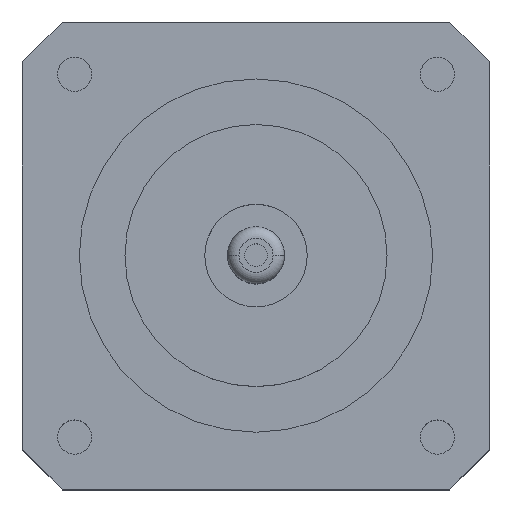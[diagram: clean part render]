
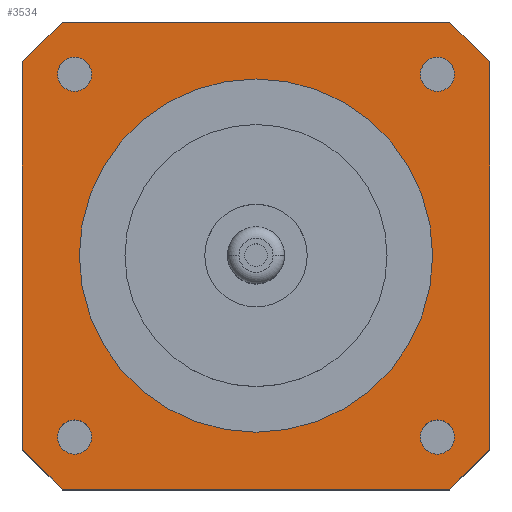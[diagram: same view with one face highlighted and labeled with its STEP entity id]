
A CAD part, top view. The second image highlights one B-rep face of the part: STEP entity #3534.
In plain terms, the highlighted planar face has unit normal (0, 0, 1).
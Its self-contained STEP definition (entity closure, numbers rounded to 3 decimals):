
#3154=CARTESIAN_POINT('Vertex',(-17.422,15.922,5.)) ;
#3157=CARTESIAN_POINT('Axis2P3D Location',(-15.922,15.922,5.)) ;
#3161=CARTESIAN_POINT('Vertex',(-14.422,15.922,5.)) ;
#3176=CARTESIAN_POINT('Axis2P3D Location',(-15.922,15.922,5.)) ;
#3197=CARTESIAN_POINT('Vertex',(17.422,15.922,5.)) ;
#3200=CARTESIAN_POINT('Axis2P3D Location',(15.922,15.922,5.)) ;
#3204=CARTESIAN_POINT('Vertex',(14.422,15.922,5.)) ;
#3219=CARTESIAN_POINT('Axis2P3D Location',(15.922,15.922,5.)) ;
#3240=CARTESIAN_POINT('Vertex',(17.422,-15.922,5.)) ;
#3243=CARTESIAN_POINT('Axis2P3D Location',(15.922,-15.922,5.)) ;
#3247=CARTESIAN_POINT('Vertex',(14.422,-15.922,5.)) ;
#3262=CARTESIAN_POINT('Axis2P3D Location',(15.922,-15.922,5.)) ;
#3283=CARTESIAN_POINT('Vertex',(-17.422,-15.922,5.)) ;
#3286=CARTESIAN_POINT('Axis2P3D Location',(-15.922,-15.922,5.)) ;
#3290=CARTESIAN_POINT('Vertex',(-14.422,-15.922,5.)) ;
#3305=CARTESIAN_POINT('Axis2P3D Location',(-15.922,-15.922,5.)) ;
#3321=CARTESIAN_POINT('Vertex',(-17.,20.5,5.)) ;
#3324=CARTESIAN_POINT('Line Origine',(0.,20.5,5.)) ;
#3328=CARTESIAN_POINT('Vertex',(17.,20.5,5.)) ;
#3351=CARTESIAN_POINT('Vertex',(20.5,17.,5.)) ;
#3354=CARTESIAN_POINT('Line Origine',(18.75,18.75,5.)) ;
#3366=CARTESIAN_POINT('Line Origine',(20.5,0.,5.)) ;
#3370=CARTESIAN_POINT('Vertex',(20.5,-17.,5.)) ;
#3393=CARTESIAN_POINT('Vertex',(17.,-20.5,5.)) ;
#3396=CARTESIAN_POINT('Line Origine',(18.75,-18.75,5.)) ;
#3408=CARTESIAN_POINT('Line Origine',(0.,-20.5,5.)) ;
#3412=CARTESIAN_POINT('Vertex',(-17.,-20.5,5.)) ;
#3435=CARTESIAN_POINT('Vertex',(-20.5,-17.,5.)) ;
#3438=CARTESIAN_POINT('Line Origine',(-18.75,-18.75,5.)) ;
#3450=CARTESIAN_POINT('Line Origine',(-20.5,0.,5.)) ;
#3454=CARTESIAN_POINT('Vertex',(-20.5,17.,5.)) ;
#3473=CARTESIAN_POINT('Line Origine',(-18.75,18.75,5.)) ;
#3485=CARTESIAN_POINT('Axis2P3D Location',(0.,0.,5.)) ;
#3500=CARTESIAN_POINT('Axis2P3D Location',(0.,0.,5.)) ;
#3504=CARTESIAN_POINT('Vertex',(15.5,0.,5.)) ;
#3506=CARTESIAN_POINT('Vertex',(-15.5,0.,5.)) ;
#3509=CARTESIAN_POINT('Axis2P3D Location',(0.,0.,5.)) ;
#3158=DIRECTION('Axis2P3D Direction',(0.,0.,1.)) ;
#3177=DIRECTION('Axis2P3D Direction',(0.,0.,1.)) ;
#3201=DIRECTION('Axis2P3D Direction',(0.,0.,1.)) ;
#3220=DIRECTION('Axis2P3D Direction',(0.,0.,1.)) ;
#3244=DIRECTION('Axis2P3D Direction',(0.,0.,1.)) ;
#3263=DIRECTION('Axis2P3D Direction',(0.,0.,1.)) ;
#3287=DIRECTION('Axis2P3D Direction',(0.,0.,1.)) ;
#3306=DIRECTION('Axis2P3D Direction',(0.,0.,1.)) ;
#3325=DIRECTION('Vector Direction',(1.,0.,0.)) ;
#3355=DIRECTION('Vector Direction',(-0.707,0.707,0.)) ;
#3367=DIRECTION('Vector Direction',(0.,1.,0.)) ;
#3397=DIRECTION('Vector Direction',(-0.707,-0.707,0.)) ;
#3409=DIRECTION('Vector Direction',(-1.,0.,0.)) ;
#3439=DIRECTION('Vector Direction',(0.707,-0.707,0.)) ;
#3451=DIRECTION('Vector Direction',(0.,-1.,0.)) ;
#3474=DIRECTION('Vector Direction',(0.707,0.707,0.)) ;
#3486=DIRECTION('Axis2P3D Direction',(0.,0.,1.)) ;
#3487=DIRECTION('Axis2P3D XDirection',(1.,0.,0.)) ;
#3501=DIRECTION('Axis2P3D Direction',(0.,0.,1.)) ;
#3510=DIRECTION('Axis2P3D Direction',(0.,0.,1.)) ;
#3159=AXIS2_PLACEMENT_3D('Circle Axis2P3D',#3157,#3158,$) ;
#3178=AXIS2_PLACEMENT_3D('Circle Axis2P3D',#3176,#3177,$) ;
#3202=AXIS2_PLACEMENT_3D('Circle Axis2P3D',#3200,#3201,$) ;
#3221=AXIS2_PLACEMENT_3D('Circle Axis2P3D',#3219,#3220,$) ;
#3245=AXIS2_PLACEMENT_3D('Circle Axis2P3D',#3243,#3244,$) ;
#3264=AXIS2_PLACEMENT_3D('Circle Axis2P3D',#3262,#3263,$) ;
#3288=AXIS2_PLACEMENT_3D('Circle Axis2P3D',#3286,#3287,$) ;
#3307=AXIS2_PLACEMENT_3D('Circle Axis2P3D',#3305,#3306,$) ;
#3488=AXIS2_PLACEMENT_3D('Plane Axis2P3D',#3485,#3486,#3487) ;
#3502=AXIS2_PLACEMENT_3D('Circle Axis2P3D',#3500,#3501,$) ;
#3511=AXIS2_PLACEMENT_3D('Circle Axis2P3D',#3509,#3510,$) ;
#3491=ORIENTED_EDGE('',*,*,#3477,.T.) ;
#3492=ORIENTED_EDGE('',*,*,#3456,.T.) ;
#3493=ORIENTED_EDGE('',*,*,#3442,.T.) ;
#3494=ORIENTED_EDGE('',*,*,#3414,.T.) ;
#3495=ORIENTED_EDGE('',*,*,#3400,.T.) ;
#3496=ORIENTED_EDGE('',*,*,#3372,.T.) ;
#3497=ORIENTED_EDGE('',*,*,#3358,.T.) ;
#3498=ORIENTED_EDGE('',*,*,#3330,.T.) ;
#3515=ORIENTED_EDGE('',*,*,#3508,.F.) ;
#3516=ORIENTED_EDGE('',*,*,#3513,.F.) ;
#3519=ORIENTED_EDGE('',*,*,#3309,.F.) ;
#3520=ORIENTED_EDGE('',*,*,#3292,.F.) ;
#3523=ORIENTED_EDGE('',*,*,#3266,.F.) ;
#3524=ORIENTED_EDGE('',*,*,#3249,.F.) ;
#3527=ORIENTED_EDGE('',*,*,#3223,.F.) ;
#3528=ORIENTED_EDGE('',*,*,#3206,.F.) ;
#3531=ORIENTED_EDGE('',*,*,#3180,.F.) ;
#3532=ORIENTED_EDGE('',*,*,#3163,.F.) ;
#3517=FACE_BOUND('',#3514,.T.) ;
#3521=FACE_BOUND('',#3518,.T.) ;
#3525=FACE_BOUND('',#3522,.T.) ;
#3529=FACE_BOUND('',#3526,.T.) ;
#3533=FACE_BOUND('',#3530,.T.) ;
#3326=VECTOR('Line Direction',#3325,1.) ;
#3356=VECTOR('Line Direction',#3355,1.) ;
#3368=VECTOR('Line Direction',#3367,1.) ;
#3398=VECTOR('Line Direction',#3397,1.) ;
#3410=VECTOR('Line Direction',#3409,1.) ;
#3440=VECTOR('Line Direction',#3439,1.) ;
#3452=VECTOR('Line Direction',#3451,1.) ;
#3475=VECTOR('Line Direction',#3474,1.) ;
#3534=ADVANCED_FACE('PartBody',(#3499,#3517,#3521,#3525,#3529,#3533),#3489,.T.) ;
#3160=CIRCLE('generated circle',#3159,1.5) ;
#3179=CIRCLE('generated circle',#3178,1.5) ;
#3203=CIRCLE('generated circle',#3202,1.5) ;
#3222=CIRCLE('generated circle',#3221,1.5) ;
#3246=CIRCLE('generated circle',#3245,1.5) ;
#3265=CIRCLE('generated circle',#3264,1.5) ;
#3289=CIRCLE('generated circle',#3288,1.5) ;
#3308=CIRCLE('generated circle',#3307,1.5) ;
#3503=CIRCLE('generated circle',#3502,15.5) ;
#3512=CIRCLE('generated circle',#3511,15.5) ;
#3163=EDGE_CURVE('',#3155,#3162,#3160,.T.) ;
#3180=EDGE_CURVE('',#3162,#3155,#3179,.T.) ;
#3206=EDGE_CURVE('',#3198,#3205,#3203,.T.) ;
#3223=EDGE_CURVE('',#3205,#3198,#3222,.T.) ;
#3249=EDGE_CURVE('',#3241,#3248,#3246,.T.) ;
#3266=EDGE_CURVE('',#3248,#3241,#3265,.T.) ;
#3292=EDGE_CURVE('',#3284,#3291,#3289,.T.) ;
#3309=EDGE_CURVE('',#3291,#3284,#3308,.T.) ;
#3330=EDGE_CURVE('',#3329,#3322,#3327,.F.) ;
#3358=EDGE_CURVE('',#3352,#3329,#3357,.T.) ;
#3372=EDGE_CURVE('',#3371,#3352,#3369,.T.) ;
#3400=EDGE_CURVE('',#3394,#3371,#3399,.F.) ;
#3414=EDGE_CURVE('',#3413,#3394,#3411,.F.) ;
#3442=EDGE_CURVE('',#3436,#3413,#3441,.T.) ;
#3456=EDGE_CURVE('',#3455,#3436,#3453,.T.) ;
#3477=EDGE_CURVE('',#3322,#3455,#3476,.F.) ;
#3508=EDGE_CURVE('',#3505,#3507,#3503,.T.) ;
#3513=EDGE_CURVE('',#3507,#3505,#3512,.T.) ;
#3490=EDGE_LOOP('',(#3491,#3492,#3493,#3494,#3495,#3496,#3497,#3498)) ;
#3514=EDGE_LOOP('',(#3515,#3516)) ;
#3518=EDGE_LOOP('',(#3519,#3520)) ;
#3522=EDGE_LOOP('',(#3523,#3524)) ;
#3526=EDGE_LOOP('',(#3527,#3528)) ;
#3530=EDGE_LOOP('',(#3531,#3532)) ;
#3499=FACE_OUTER_BOUND('',#3490,.T.) ;
#3327=LINE('Line',#3324,#3326) ;
#3357=LINE('Line',#3354,#3356) ;
#3369=LINE('Line',#3366,#3368) ;
#3399=LINE('Line',#3396,#3398) ;
#3411=LINE('Line',#3408,#3410) ;
#3441=LINE('Line',#3438,#3440) ;
#3453=LINE('Line',#3450,#3452) ;
#3476=LINE('Line',#3473,#3475) ;
#3489=PLANE('',#3488) ;
#3155=VERTEX_POINT('',#3154) ;
#3162=VERTEX_POINT('',#3161) ;
#3198=VERTEX_POINT('',#3197) ;
#3205=VERTEX_POINT('',#3204) ;
#3241=VERTEX_POINT('',#3240) ;
#3248=VERTEX_POINT('',#3247) ;
#3284=VERTEX_POINT('',#3283) ;
#3291=VERTEX_POINT('',#3290) ;
#3322=VERTEX_POINT('',#3321) ;
#3329=VERTEX_POINT('',#3328) ;
#3352=VERTEX_POINT('',#3351) ;
#3371=VERTEX_POINT('',#3370) ;
#3394=VERTEX_POINT('',#3393) ;
#3413=VERTEX_POINT('',#3412) ;
#3436=VERTEX_POINT('',#3435) ;
#3455=VERTEX_POINT('',#3454) ;
#3505=VERTEX_POINT('',#3504) ;
#3507=VERTEX_POINT('',#3506) ;
